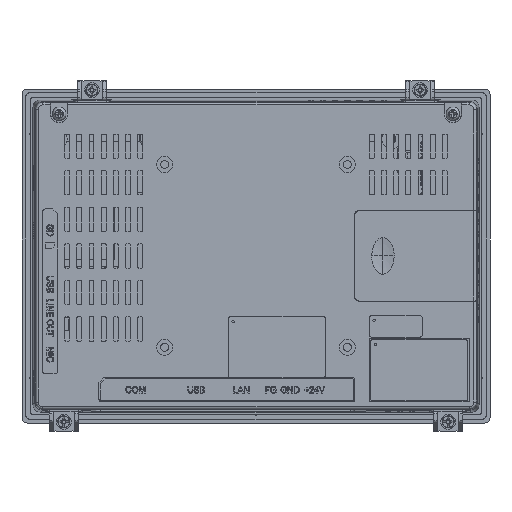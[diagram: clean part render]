
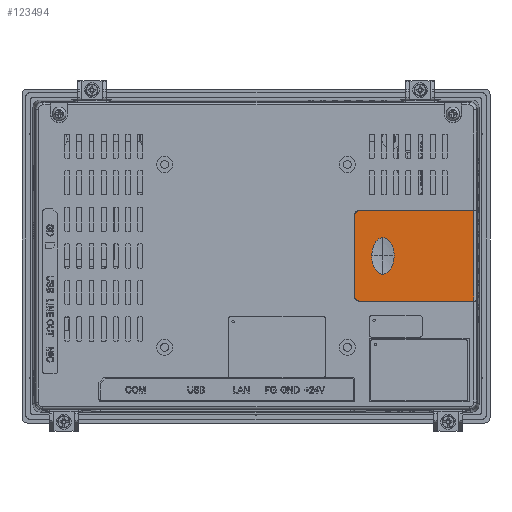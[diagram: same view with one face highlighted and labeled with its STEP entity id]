
A CAD part, top view. The second image highlights one B-rep face of the part: STEP entity #123494.
In plain terms, the highlighted planar face has unit normal (0, 0, 1).
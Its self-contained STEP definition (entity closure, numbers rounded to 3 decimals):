
#3371=ELLIPSE('',#131313,7.5,4.6);
#3372=ELLIPSE('',#131314,7.5,4.6);
#3373=ELLIPSE('',#131317,7.5,4.6);
#3374=ELLIPSE('',#131318,7.5,4.6);
#3442=ELLIPSE('',#131798,1.901,1.9);
#3443=ELLIPSE('',#131799,1.901,1.9);
#13586=LINE('',#198482,#26346);
#14275=LINE('',#201333,#27035);
#14278=LINE('',#201340,#27038);
#14279=LINE('',#201342,#27039);
#14280=LINE('',#201345,#27040);
#14281=LINE('',#201346,#27041);
#26346=VECTOR('',#156476,10.);
#27035=VECTOR('',#158069,10.);
#27038=VECTOR('',#158076,10.);
#27039=VECTOR('',#158077,10.);
#27040=VECTOR('',#158080,10.);
#27041=VECTOR('',#158081,10.);
#32545=PLANE('',#131797);
#34039=FACE_BOUND('',#46223,.T.);
#39235=FACE_OUTER_BOUND('',#46222,.T.);
#46222=EDGE_LOOP('',(#105628,#105629,#105630,#105631,#105632,#105633,#105634,
#105635));
#46223=EDGE_LOOP('',(#105636,#105637,#105638,#105639));
#49668=VERTEX_POINT('',#162656);
#58498=VERTEX_POINT('',#198312);
#58500=VERTEX_POINT('',#198315);
#58501=VERTEX_POINT('',#198342);
#58502=VERTEX_POINT('',#198369);
#58532=VERTEX_POINT('',#198478);
#58533=VERTEX_POINT('',#198480);
#59454=VERTEX_POINT('',#201330);
#59455=VERTEX_POINT('',#201332);
#59457=VERTEX_POINT('',#201338);
#59458=VERTEX_POINT('',#201341);
#59459=VERTEX_POINT('',#201343);
#74161=EDGE_CURVE('',#58498,#58500,#3371,.T.);
#74162=EDGE_CURVE('',#58501,#58498,#3372,.T.);
#74165=EDGE_CURVE('',#58502,#58501,#3373,.T.);
#74166=EDGE_CURVE('',#58500,#58502,#3374,.T.);
#74208=EDGE_CURVE('',#58533,#58532,#13586,.T.);
#75275=EDGE_CURVE('',#59454,#59455,#14275,.T.);
#75278=EDGE_CURVE('',#59455,#59457,#3442,.T.);
#75279=EDGE_CURVE('',#49668,#59454,#14278,.T.);
#75280=EDGE_CURVE('',#59458,#49668,#14279,.T.);
#75281=EDGE_CURVE('',#59459,#59458,#3443,.T.);
#75282=EDGE_CURVE('',#58532,#59459,#14280,.T.);
#75283=EDGE_CURVE('',#59457,#58533,#14281,.T.);
#105628=ORIENTED_EDGE('',*,*,#75278,.F.);
#105629=ORIENTED_EDGE('',*,*,#75275,.F.);
#105630=ORIENTED_EDGE('',*,*,#75279,.F.);
#105631=ORIENTED_EDGE('',*,*,#75280,.F.);
#105632=ORIENTED_EDGE('',*,*,#75281,.F.);
#105633=ORIENTED_EDGE('',*,*,#75282,.F.);
#105634=ORIENTED_EDGE('',*,*,#74208,.F.);
#105635=ORIENTED_EDGE('',*,*,#75283,.F.);
#105636=ORIENTED_EDGE('',*,*,#74166,.T.);
#105637=ORIENTED_EDGE('',*,*,#74165,.T.);
#105638=ORIENTED_EDGE('',*,*,#74162,.T.);
#105639=ORIENTED_EDGE('',*,*,#74161,.T.);
#123494=ADVANCED_FACE('',(#39235,#34039),#32545,.F.);
#131313=AXIS2_PLACEMENT_3D('',#198317,#156384,#156385);
#131314=AXIS2_PLACEMENT_3D('',#198343,#156386,#156387);
#131317=AXIS2_PLACEMENT_3D('',#198371,#156392,#156393);
#131318=AXIS2_PLACEMENT_3D('',#198396,#156394,#156395);
#131797=AXIS2_PLACEMENT_3D('',#201337,#158072,#158073);
#131798=AXIS2_PLACEMENT_3D('',#201339,#158074,#158075);
#131799=AXIS2_PLACEMENT_3D('',#201344,#158078,#158079);
#156384=DIRECTION('center_axis',(0.,0.,
-1.));
#156385=DIRECTION('ref_axis',(0.,1.,0.));
#156386=DIRECTION('center_axis',(0.,0.,
-1.));
#156387=DIRECTION('ref_axis',(0.,1.,0.));
#156392=DIRECTION('center_axis',(0.,0.,
-1.));
#156393=DIRECTION('ref_axis',(0.,1.,0.));
#156394=DIRECTION('center_axis',(0.,0.,
-1.));
#156395=DIRECTION('ref_axis',(0.,1.,0.));
#156476=DIRECTION('',(0.,-1.,0.));
#158069=DIRECTION('',(0.,1.,0.));
#158072=DIRECTION('center_axis',(0.,0.,
-1.));
#158073=DIRECTION('ref_axis',(0.,1.,0.));
#158074=DIRECTION('center_axis',(0.,0.,
-1.));
#158075=DIRECTION('ref_axis',(-0.707,0.707,0.));
#158076=DIRECTION('',(0.,1.,0.));
#158077=DIRECTION('',(0.,1.,0.));
#158078=DIRECTION('center_axis',(0.,0.,
-1.));
#158079=DIRECTION('ref_axis',(-0.707,-0.707,0.));
#158080=DIRECTION('',(-1.,0.,0.));
#158081=DIRECTION('',(1.,0.,0.));
#162656=CARTESIAN_POINT('',(40.48,-4.035,31.498));
#198312=CARTESIAN_POINT('',(52.075,-7.5,31.498));
#198315=CARTESIAN_POINT('',(47.475,0.,31.498));
#198317=CARTESIAN_POINT('Origin',(52.075,0.,
31.498));
#198342=CARTESIAN_POINT('',(56.675,0.,31.498));
#198343=CARTESIAN_POINT('Origin',(52.075,0.,
31.498));
#198369=CARTESIAN_POINT('',(52.075,7.5,31.498));
#198371=CARTESIAN_POINT('Origin',(52.075,0.,
31.498));
#198396=CARTESIAN_POINT('Origin',(52.075,0.,
31.498));
#198478=CARTESIAN_POINT('',(89.434,-18.5,31.498));
#198480=CARTESIAN_POINT('',(89.434,18.5,31.498));
#198482=CARTESIAN_POINT('',(89.434,-9.25,31.498));
#201330=CARTESIAN_POINT('',(40.48,4.035,31.498));
#201332=CARTESIAN_POINT('',(40.48,16.6,31.498));
#201333=CARTESIAN_POINT('',(40.48,-18.5,31.498));
#201337=CARTESIAN_POINT('Origin',(65.44,0.,
31.498));
#201338=CARTESIAN_POINT('',(42.38,18.5,31.498));
#201339=CARTESIAN_POINT('Origin',(42.38,16.6,31.498));
#201340=CARTESIAN_POINT('',(40.48,-18.5,31.498));
#201341=CARTESIAN_POINT('',(40.48,-16.6,31.498));
#201342=CARTESIAN_POINT('',(40.48,-18.5,31.498));
#201343=CARTESIAN_POINT('',(42.38,-18.5,31.498));
#201344=CARTESIAN_POINT('Origin',(42.38,-16.6,31.498));
#201345=CARTESIAN_POINT('',(90.4,-18.5,31.498));
#201346=CARTESIAN_POINT('',(40.48,18.5,31.498));
